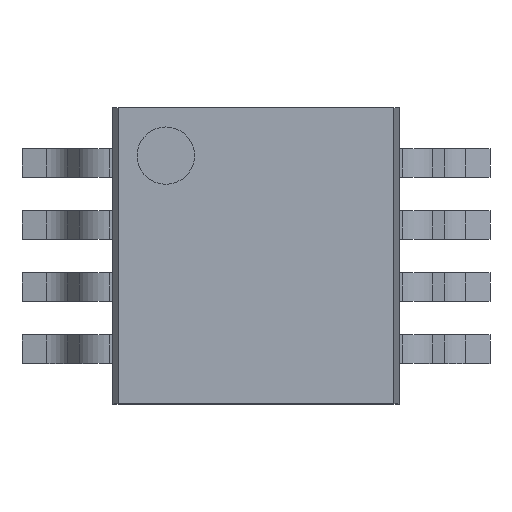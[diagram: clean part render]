
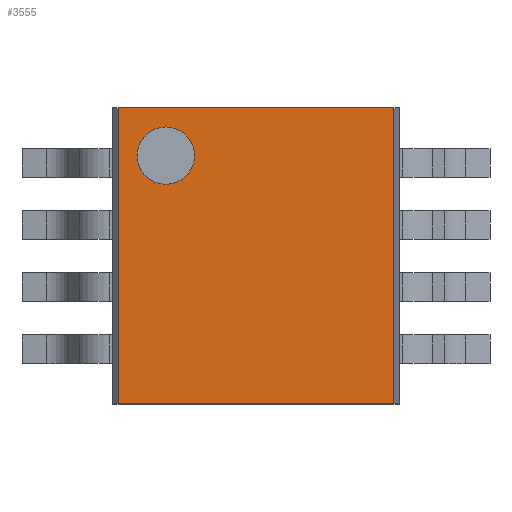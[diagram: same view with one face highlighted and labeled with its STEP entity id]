
A CAD part, top view. The second image highlights one B-rep face of the part: STEP entity #3555.
In plain terms, the highlighted planar face has unit normal (0, 0, 1).
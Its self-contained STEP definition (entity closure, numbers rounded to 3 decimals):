
#3376=CARTESIAN_POINT('',(-1.244,1.05,1.1));
#3377=VERTEX_POINT('',#3376);
#3386=CARTESIAN_POINT('',(-0.644,1.05,1.1));
#3387=VERTEX_POINT('',#3386);
#3388=CARTESIAN_POINT('',(-0.944,1.05,1.1));
#3389=DIRECTION('',(0.0,0.0,-1.0));
#3390=DIRECTION('',(-1.0,0.0,0.0));
#3391=AXIS2_PLACEMENT_3D('',#3388,#3389,#3390);
#3392=CIRCLE('',#3391,0.3);
#3393=EDGE_CURVE('',#3387,#3377,#3392,.T.);
#3489=CARTESIAN_POINT('',(-1.444,-1.55,1.1));
#3490=VERTEX_POINT('',#3489);
#3497=CARTESIAN_POINT('',(-1.444,1.55,1.1));
#3498=VERTEX_POINT('',#3497);
#3499=CARTESIAN_POINT('',(-1.444,-1.55,1.1));
#3500=DIRECTION('',(0.0,1.0,0.0));
#3501=VECTOR('',#3500,3.1);
#3502=LINE('',#3499,#3501);
#3503=EDGE_CURVE('',#3490,#3498,#3502,.T.);
#3515=CARTESIAN_POINT('',(1.444,-1.55,1.1));
#3516=DIRECTION('',(0.0,0.0,1.0));
#3517=DIRECTION('',(1.0,0.0,0.0));
#3518=AXIS2_PLACEMENT_3D('',#3515,#3516,#3517);
#3519=PLANE('',#3518);
#3520=CARTESIAN_POINT('',(1.444,-1.55,1.1));
#3521=VERTEX_POINT('',#3520);
#3522=CARTESIAN_POINT('',(-1.444,-1.55,1.1));
#3523=DIRECTION('',(1.0,0.0,0.0));
#3524=VECTOR('',#3523,2.889);
#3525=LINE('',#3522,#3524);
#3526=EDGE_CURVE('',#3490,#3521,#3525,.T.);
#3527=ORIENTED_EDGE('',*,*,#3526,.T.);
#3528=CARTESIAN_POINT('',(1.444,1.55,1.1));
#3529=VERTEX_POINT('',#3528);
#3530=CARTESIAN_POINT('',(1.444,-1.55,1.1));
#3531=DIRECTION('',(0.0,1.0,0.0));
#3532=VECTOR('',#3531,3.1);
#3533=LINE('',#3530,#3532);
#3534=EDGE_CURVE('',#3521,#3529,#3533,.T.);
#3535=ORIENTED_EDGE('',*,*,#3534,.T.);
#3536=CARTESIAN_POINT('',(1.444,1.55,1.1));
#3537=DIRECTION('',(-1.0,0.0,0.0));
#3538=VECTOR('',#3537,2.889);
#3539=LINE('',#3536,#3538);
#3540=EDGE_CURVE('',#3529,#3498,#3539,.T.);
#3541=ORIENTED_EDGE('',*,*,#3540,.T.);
#3542=ORIENTED_EDGE('',*,*,#3503,.F.);
#3543=EDGE_LOOP('',(#3527,#3535,#3541,#3542));
#3544=FACE_OUTER_BOUND('',#3543,.T.);
#3545=CARTESIAN_POINT('',(-0.944,1.05,1.1));
#3546=DIRECTION('',(0.0,0.0,-1.0));
#3547=DIRECTION('',(-1.0,0.0,0.0));
#3548=AXIS2_PLACEMENT_3D('',#3545,#3546,#3547);
#3549=CIRCLE('',#3548,0.3);
#3550=EDGE_CURVE('',#3377,#3387,#3549,.T.);
#3551=ORIENTED_EDGE('',*,*,#3550,.T.);
#3552=ORIENTED_EDGE('',*,*,#3393,.T.);
#3553=EDGE_LOOP('',(#3551,#3552));
#3554=FACE_BOUND('',#3553,.T.);
#3555=ADVANCED_FACE('',(#3544,#3554),#3519,.T.);
